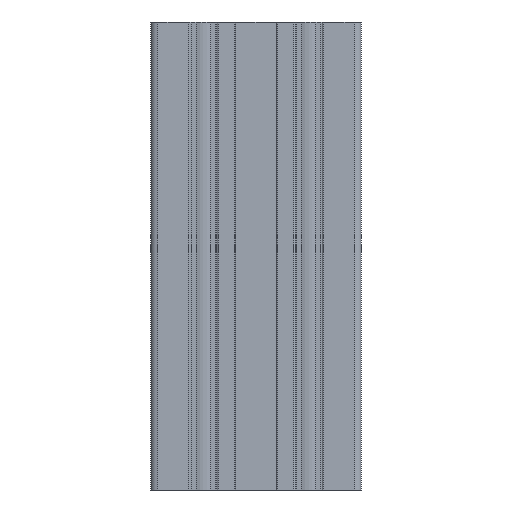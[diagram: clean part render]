
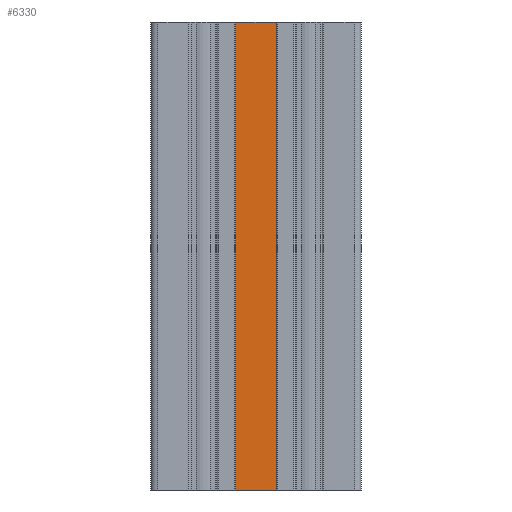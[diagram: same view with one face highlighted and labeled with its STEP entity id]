
A CAD part, left-side view. The second image highlights one B-rep face of the part: STEP entity #6330.
In plain terms, the highlighted planar face has unit normal (-1, 0, 0).
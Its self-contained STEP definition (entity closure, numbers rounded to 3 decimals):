
#475 = DIRECTION ( 'NONE',  ( 0., -1., 0. ) ) ;
#753 = CARTESIAN_POINT ( 'NONE',  ( -21., 8.75, 0. ) ) ;
#894 = LINE ( 'NONE', #3029, #2433 ) ;
#1123 = DIRECTION ( 'NONE',  ( 0., -1., 0. ) ) ;
#1140 = EDGE_CURVE ( 'NONE', #2628, #6429, #894, .T. ) ;
#1217 = CARTESIAN_POINT ( 'NONE',  ( -21., -8.75, -200. ) ) ;
#1304 = VECTOR ( 'NONE', #1355, 1000. ) ;
#1355 = DIRECTION ( 'NONE',  ( 0., -1., 0. ) ) ;
#1379 = EDGE_CURVE ( 'NONE', #6429, #2336, #5346, .T. ) ;
#2336 = VERTEX_POINT ( 'NONE', #7192 ) ;
#2433 = VECTOR ( 'NONE', #1123, 1000. ) ;
#2539 = LINE ( 'NONE', #753, #1304 ) ;
#2628 = VERTEX_POINT ( 'NONE', #6159 ) ;
#3029 = CARTESIAN_POINT ( 'NONE',  ( -21., 8.75, -200. ) ) ;
#3035 = DIRECTION ( 'NONE',  ( -1., 0., 0. ) ) ;
#3577 = VECTOR ( 'NONE', #3725, 1000. ) ;
#3725 = DIRECTION ( 'NONE',  ( 0., 0., 1. ) ) ;
#3792 = EDGE_CURVE ( 'NONE', #2628, #6712, #5237, .T. ) ;
#3795 = VECTOR ( 'NONE', #8144, 1000. ) ;
#4108 = ORIENTED_EDGE ( 'NONE', *, *, #4997, .F. ) ;
#4760 = FACE_OUTER_BOUND ( 'NONE', #5911, .T. ) ;
#4997 = EDGE_CURVE ( 'NONE', #6712, #2336, #2539, .T. ) ;
#5021 = ORIENTED_EDGE ( 'NONE', *, *, #1379, .T. ) ;
#5237 = LINE ( 'NONE', #7627, #3577 ) ;
#5346 = LINE ( 'NONE', #8061, #3795 ) ;
#5911 = EDGE_LOOP ( 'NONE', ( #4108, #7163, #6029, #5021 ) ) ;
#6029 = ORIENTED_EDGE ( 'NONE', *, *, #1140, .T. ) ;
#6159 = CARTESIAN_POINT ( 'NONE',  ( -21., 8.75, -200. ) ) ;
#6330 = ADVANCED_FACE ( 'NONE', ( #4760 ), #6362, .T. ) ;
#6362 = PLANE ( 'NONE',  #8354 ) ;
#6429 = VERTEX_POINT ( 'NONE', #1217 ) ;
#6712 = VERTEX_POINT ( 'NONE', #7444 ) ;
#6974 = CARTESIAN_POINT ( 'NONE',  ( -21., 8.75, -200. ) ) ;
#7163 = ORIENTED_EDGE ( 'NONE', *, *, #3792, .F. ) ;
#7192 = CARTESIAN_POINT ( 'NONE',  ( -21., -8.75, 0. ) ) ;
#7444 = CARTESIAN_POINT ( 'NONE',  ( -21., 8.75, 0. ) ) ;
#7627 = CARTESIAN_POINT ( 'NONE',  ( -21., 8.75, -200. ) ) ;
#8061 = CARTESIAN_POINT ( 'NONE',  ( -21., -8.75, -200. ) ) ;
#8144 = DIRECTION ( 'NONE',  ( 0., 0., 1. ) ) ;
#8354 = AXIS2_PLACEMENT_3D ( 'NONE', #6974, #3035, #475 ) ;
